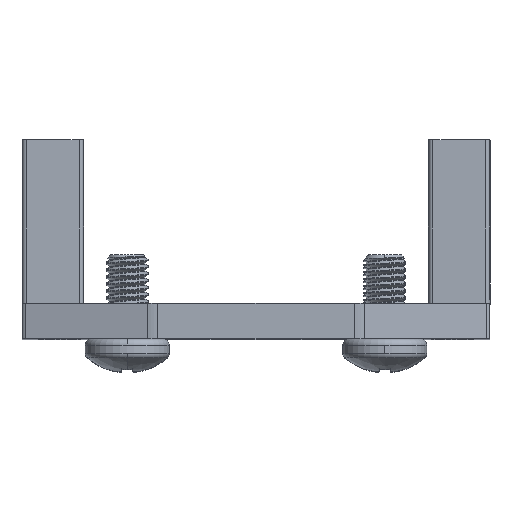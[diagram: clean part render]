
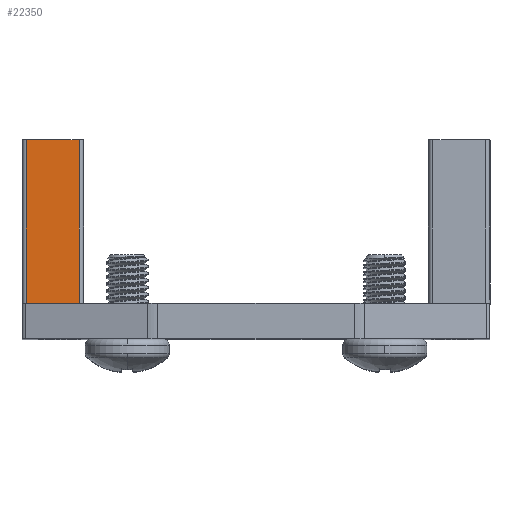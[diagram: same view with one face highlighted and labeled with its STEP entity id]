
A CAD part, top view. The second image highlights one B-rep face of the part: STEP entity #22350.
In plain terms, the highlighted planar face has unit normal (0, 0, 1).
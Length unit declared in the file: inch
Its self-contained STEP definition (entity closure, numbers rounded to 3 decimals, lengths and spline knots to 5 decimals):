
#827 = EDGE_CURVE ( 'NONE', #1825, #8116, #1567, .T. ) ;
#1320 = EDGE_CURVE ( 'NONE', #15795, #4149, #3093, .T. ) ;
#1567 = LINE ( 'NONE', #3745, #17549 ) ;
#1825 = VERTEX_POINT ( 'NONE', #20024 ) ;
#2882 = CARTESIAN_POINT ( 'NONE',  ( -0.65745, 0.5597, 0.648 ) ) ;
#2936 = CARTESIAN_POINT ( 'NONE',  ( -0.64495, 0.08232, 0.648 ) ) ;
#3093 = LINE ( 'NONE', #2936, #4353 ) ;
#3745 = CARTESIAN_POINT ( 'NONE',  ( -0.49705, 0.5597, 0.648 ) ) ;
#4149 = VERTEX_POINT ( 'NONE', #15779 ) ;
#4239 = DIRECTION ( 'NONE',  ( 1., 0., 0. ) ) ;
#4353 = VECTOR ( 'NONE', #18814, 39.37008 ) ;
#4409 = CARTESIAN_POINT ( 'NONE',  ( -0.49705, 0.5597, 0.648 ) ) ;
#4552 = ORIENTED_EDGE ( 'NONE', *, *, #1320, .F. ) ;
#4861 = DIRECTION ( 'NONE',  ( 1., 0., 0. ) ) ;
#7060 = VECTOR ( 'NONE', #4861, 39.37008 ) ;
#7689 = LINE ( 'NONE', #24816, #7060 ) ;
#7928 = FACE_OUTER_BOUND ( 'NONE', #16977, .T. ) ;
#7967 = VECTOR ( 'NONE', #4239, 39.37008 ) ;
#8116 = VERTEX_POINT ( 'NONE', #4409 ) ;
#8928 = DIRECTION ( 'NONE',  ( 0., 0., -1. ) ) ;
#9015 = PLANE ( 'NONE',  #25882 ) ;
#9946 = ORIENTED_EDGE ( 'NONE', *, *, #19637, .F. ) ;
#13029 = LINE ( 'NONE', #18171, #7967 ) ;
#15779 = CARTESIAN_POINT ( 'NONE',  ( -0.64495, 0.5597, 0.648 ) ) ;
#15795 = VERTEX_POINT ( 'NONE', #23127 ) ;
#16977 = EDGE_LOOP ( 'NONE', ( #9946, #4552, #24729, #18772 ) ) ;
#17549 = VECTOR ( 'NONE', #25802, 39.37008 ) ;
#17761 = EDGE_CURVE ( 'NONE', #15795, #1825, #13029, .T. ) ;
#18171 = CARTESIAN_POINT ( 'NONE',  ( -0.65745, 0.1, 0.648 ) ) ;
#18772 = ORIENTED_EDGE ( 'NONE', *, *, #827, .T. ) ;
#18814 = DIRECTION ( 'NONE',  ( 0., 1., 0. ) ) ;
#19637 = EDGE_CURVE ( 'NONE', #4149, #8116, #7689, .T. ) ;
#20024 = CARTESIAN_POINT ( 'NONE',  ( -0.49705, 0.1, 0.648 ) ) ;
#22350 = ADVANCED_FACE ( 'NONE', ( #7928 ), #9015, .F. ) ;
#22942 = DIRECTION ( 'NONE',  ( -1., 0., 0. ) ) ;
#23127 = CARTESIAN_POINT ( 'NONE',  ( -0.64495, 0.1, 0.648 ) ) ;
#24729 = ORIENTED_EDGE ( 'NONE', *, *, #17761, .T. ) ;
#24816 = CARTESIAN_POINT ( 'NONE',  ( -0.65745, 0.5597, 0.648 ) ) ;
#25802 = DIRECTION ( 'NONE',  ( 0., 1., 0. ) ) ;
#25882 = AXIS2_PLACEMENT_3D ( 'NONE', #2882, #8928, #22942 ) ;
